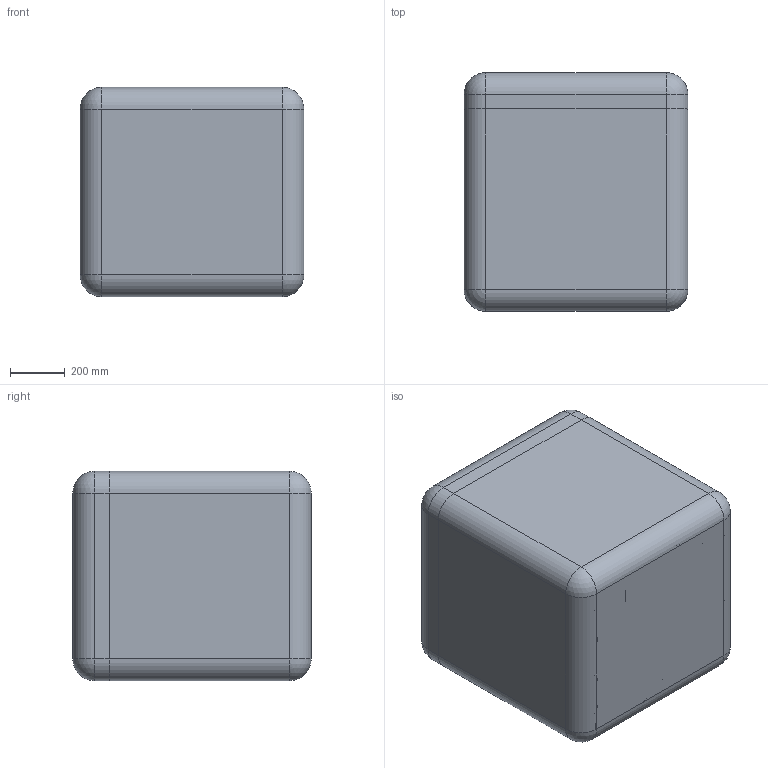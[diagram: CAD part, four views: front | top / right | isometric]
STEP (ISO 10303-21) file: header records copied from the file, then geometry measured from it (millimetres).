
FILE_DESCRIPTION (( 'STEP AP214' ), '1' );
FILE_NAME ('Êîíòåéíåð ÀÄÌÈÐÀË®ÏÐÎÔÅÑÑÈÎÍÀËÜÍÛÅ 120_óïðîùåííàÿ 3D-ìîäåëü.STEP', '2025-08-27T11:05:26', ( '' ), ( '' ), 'SwSTEP 2.0', 'SolidWorks 2021', '' );
FILE_SCHEMA (( 'AUTOMOTIVE_DESIGN' ));
Length unit declared in the file: millimetre
Products named in the file (3): Base 120.STEP; Êîíòåéíåð ÀÄÌÈÐÀË®ÏÐÎÔÅÑÑÈÎÍÀËÜÍÛÅ 120_óïðîùåííàÿ 3D-ìîäåëü; Lid 120 rev21.STEP
Assembly tree (2 placements, depth 2):
  Êîíòåéíåð ÀÄÌÈÐÀË®ÏÐÎÔÅÑÑÈÎÍÀËÜÍÛÅ 120_óïðîùåííàÿ 3D-ìîäåëü
    Base 120.STEP
    Lid 120 rev21.STEP
Bounding box: 819.73 x 872.97 x 767.23 mm (x, y, z)
Volume: 165114362.6 mm3; surface area: 8183855.1 mm2
Topology: 2 solids, 2 shells, 1276 faces, 3166 edges, 1808 vertices
Faces by surface type: cylinder 494, bspline 304, plane 246, torus 180, sphere 32, cone 20
Entity records: 79673 total; most frequent: CARTESIAN_POINT 52068, ORIENTED_EDGE 6116, DIRECTION 5500, EDGE_CURVE 3058, AXIS2_PLACEMENT_3D 2205, VERTEX_POINT 1800, EDGE_LOOP 1290, FACE_OUTER_BOUND 1268
